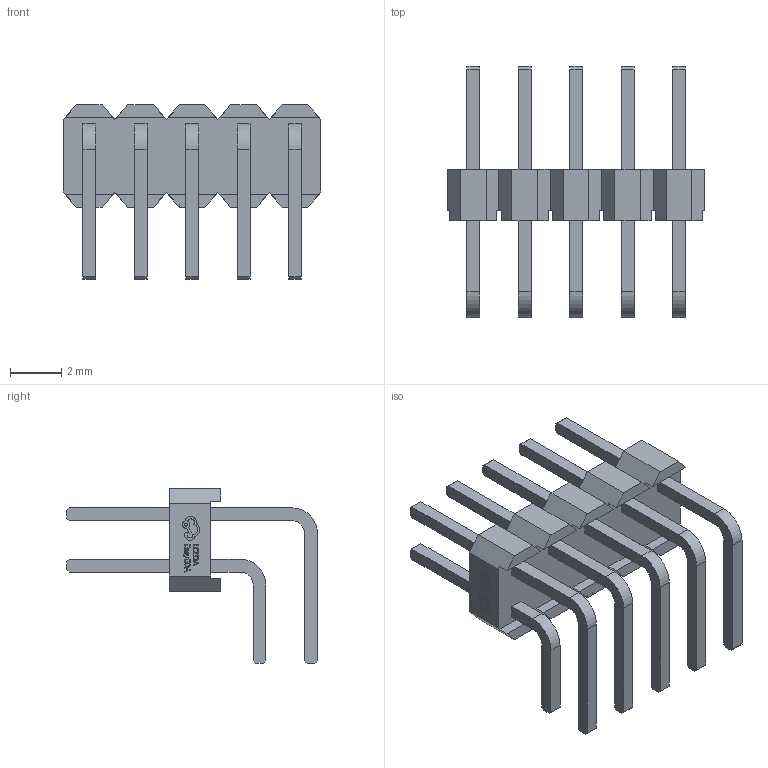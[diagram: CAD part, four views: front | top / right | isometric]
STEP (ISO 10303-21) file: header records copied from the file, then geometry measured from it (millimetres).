
FILE_DESCRIPTION(/* description */ ('Designed by EasyEDA Pro'),/* implementation_level */ '2;1');
FILE_NAME(/* name */ 'PZ_2.00_2x5P_WH.step',/* time_stamp */ '2025-03-31T16:28:44+08:00',/* author */ (''),/* organization */ (''),/* preprocessor_version */ 'ST-DEVELOPER v20.1',/* originating_system */ 'Autodesk Translation Framework v14.4.0.0',/* authorisation */ '');
FILE_SCHEMA (('AUTOMOTIVE_DESIGN { 1 0 10303 214 3 1 1 }'));
Length unit declared in the file: millimetre
Products named in the file (3): BMbL-PCBModel; BMbL-Board; BMbL-CN1-HDR-TH_10P-P2.00-H-M-R2-C5-S2.00-W8.8
Assembly tree (2 placements, depth 2):
  BMbL-PCBModel
    BMbL-Board
    BMbL-CN1-HDR-TH_10P-P2.00-H-M-R2-C5-S2.00-W8.8
Bounding box: 10.01 x 9.75 x 6.8 mm (x, y, z)
Volume: 90.4 mm3; surface area: 367.4 mm2
Topology: 1 solids, 1 shells, 568 faces, 1560 edges, 1040 vertices
Faces by surface type: plane 413, bspline 135, cylinder 20
Entity records: 20246 total; most frequent: CARTESIAN_POINT 6068, ORIENTED_EDGE 3120, DIRECTION 2378, EDGE_CURVE 1560, LINE 1250, VECTOR 1250, VERTEX_POINT 1040, EDGE_LOOP 614
